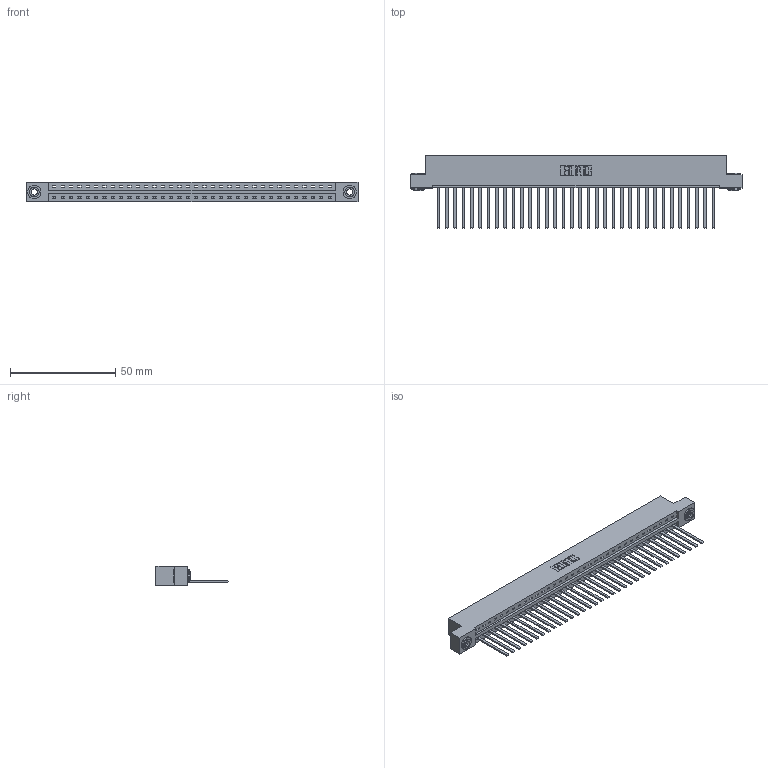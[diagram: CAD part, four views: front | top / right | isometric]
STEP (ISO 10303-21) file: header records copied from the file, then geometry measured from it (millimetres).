
FILE_DESCRIPTION (( 'STEP AP203' ), '1' );
FILE_NAME ('387-034-544-103.STEP', '2019-10-04T11:32:14', ( '' ), ( '' ), 'SwSTEP 2.0', 'SolidWorks 2016', '' );
FILE_SCHEMA (( 'CONFIG_CONTROL_DESIGN' ));
Length unit declared in the file: inch
Products named in the file (4): 387-034-544-103; 337 Part_Flush Mounting Lugs - 0.156 Dia-TH; 345-250-002_345-250-002-102; 345-292-001_345-293-144
Assembly tree (37 placements, depth 2):
  387-034-544-103
    337 Part_Flush Mounting Lugs - 0.156 Dia-TH
    345-292-001_345-293-144  x34
    345-250-002_345-250-002-102  x2
Bounding box: 157.73 x 34.3 x 9.4 mm (x, y, z)
Volume: 16706.8 mm3; surface area: 18747.7 mm2
Topology: 37 solids, 37 shells, 2056 faces, 6167 edges, 4062 vertices
Faces by surface type: plane 1508, cylinder 540, cone 8
Entity records: 26774 total; most frequent: CARTESIAN_POINT 4639, ORIENTED_EDGE 4602, DIRECTION 3951, EDGE_CURVE 2301, VECTOR 2153, LINE 2153, VERTEX_POINT 1530, AXIS2_PLACEMENT_3D 899
